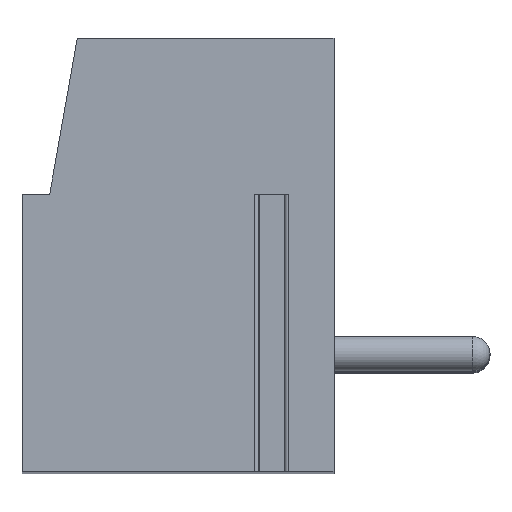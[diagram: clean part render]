
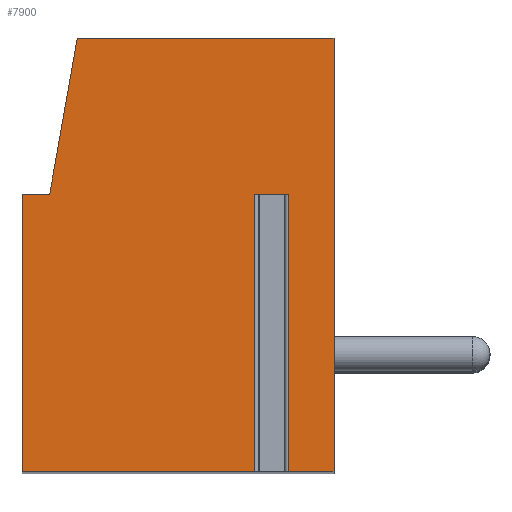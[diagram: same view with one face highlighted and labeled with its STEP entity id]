
A CAD part, top view. The second image highlights one B-rep face of the part: STEP entity #7900.
In plain terms, the highlighted planar face has unit normal (0, 0, 1).
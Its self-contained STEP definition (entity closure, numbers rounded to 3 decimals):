
#13=DIRECTION('',(-1.,0.,0.));
#14=VECTOR('',#13,0.958);
#15=CARTESIAN_POINT('',(3.179,1.75,37.5));
#16=LINE('',#15,#14);
#17=DIRECTION('',(0.,-1.,0.));
#18=VECTOR('',#17,8.);
#19=CARTESIAN_POINT('',(2.221,1.75,37.5));
#20=LINE('',#19,#18);
#21=DIRECTION('',(1.,0.,0.));
#22=VECTOR('',#21,6.721);
#23=CARTESIAN_POINT('',(-4.5,-6.25,37.5));
#24=LINE('',#23,#22);
#25=DIRECTION('',(0.,-1.,0.));
#26=VECTOR('',#25,8.);
#27=CARTESIAN_POINT('',(-4.5,1.75,37.5));
#28=LINE('',#27,#26);
#29=DIRECTION('',(-1.,0.,0.));
#30=VECTOR('',#29,0.8);
#31=CARTESIAN_POINT('',(-3.7,1.75,37.5));
#32=LINE('',#31,#30);
#33=DIRECTION('',(-0.174,-0.985,0.));
#34=VECTOR('',#33,4.569);
#35=CARTESIAN_POINT('',(-2.907,6.25,37.5));
#36=LINE('',#35,#34);
#37=DIRECTION('',(-1.,0.,0.));
#38=VECTOR('',#37,7.407);
#39=CARTESIAN_POINT('',(4.5,6.25,37.5));
#40=LINE('',#39,#38);
#41=DIRECTION('',(0.,1.,0.));
#42=VECTOR('',#41,12.5);
#43=CARTESIAN_POINT('',(4.5,-6.25,37.5));
#44=LINE('',#43,#42);
#45=DIRECTION('',(1.,0.,0.));
#46=VECTOR('',#45,1.321);
#47=CARTESIAN_POINT('',(3.179,-6.25,37.5));
#48=LINE('',#47,#46);
#49=DIRECTION('',(0.,-1.,0.));
#50=VECTOR('',#49,8.);
#51=CARTESIAN_POINT('',(3.179,1.75,37.5));
#52=LINE('',#51,#50);
#6245=CARTESIAN_POINT('',(-2.907,6.25,37.5));
#6246=CARTESIAN_POINT('',(-3.7,1.75,37.5));
#6247=VERTEX_POINT('',#6245);
#6248=VERTEX_POINT('',#6246);
#6249=CARTESIAN_POINT('',(-4.5,1.75,37.5));
#6250=VERTEX_POINT('',#6249);
#6251=CARTESIAN_POINT('',(-4.5,-6.25,37.5));
#6252=VERTEX_POINT('',#6251);
#6253=CARTESIAN_POINT('',(4.5,-6.25,37.5));
#6254=CARTESIAN_POINT('',(4.5,6.25,37.5));
#6255=VERTEX_POINT('',#6253);
#6256=VERTEX_POINT('',#6254);
#6313=CARTESIAN_POINT('',(3.179,1.75,37.5));
#6314=CARTESIAN_POINT('',(2.221,1.75,37.5));
#6315=VERTEX_POINT('',#6313);
#6316=VERTEX_POINT('',#6314);
#6317=CARTESIAN_POINT('',(3.179,-6.25,37.5));
#6318=VERTEX_POINT('',#6317);
#6319=CARTESIAN_POINT('',(2.221,-6.25,37.5));
#6320=VERTEX_POINT('',#6319);
#7873=CARTESIAN_POINT('',(0.,0.,37.5));
#7874=DIRECTION('',(0.,0.,1.));
#7875=DIRECTION('',(1.,0.,0.));
#7876=AXIS2_PLACEMENT_3D('',#7873,#7874,#7875);
#7877=PLANE('',#7876);
#7879=ORIENTED_EDGE('',*,*,#7878,.T.);
#7881=ORIENTED_EDGE('',*,*,#7880,.T.);
#7883=ORIENTED_EDGE('',*,*,#7882,.F.);
#7885=ORIENTED_EDGE('',*,*,#7884,.F.);
#7887=ORIENTED_EDGE('',*,*,#7886,.F.);
#7889=ORIENTED_EDGE('',*,*,#7888,.F.);
#7891=ORIENTED_EDGE('',*,*,#7890,.F.);
#7893=ORIENTED_EDGE('',*,*,#7892,.F.);
#7895=ORIENTED_EDGE('',*,*,#7894,.F.);
#7897=ORIENTED_EDGE('',*,*,#7896,.F.);
#7898=EDGE_LOOP('',(#7879,#7881,#7883,#7885,#7887,#7889,#7891,#7893,#7895,
#7897));
#7899=FACE_OUTER_BOUND('',#7898,.F.);
#7878=EDGE_CURVE('',#6315,#6316,#16,.T.);
#7880=EDGE_CURVE('',#6316,#6320,#20,.T.);
#7882=EDGE_CURVE('',#6252,#6320,#24,.T.);
#7884=EDGE_CURVE('',#6250,#6252,#28,.T.);
#7886=EDGE_CURVE('',#6248,#6250,#32,.T.);
#7888=EDGE_CURVE('',#6247,#6248,#36,.T.);
#7890=EDGE_CURVE('',#6256,#6247,#40,.T.);
#7892=EDGE_CURVE('',#6255,#6256,#44,.T.);
#7894=EDGE_CURVE('',#6318,#6255,#48,.T.);
#7896=EDGE_CURVE('',#6315,#6318,#52,.T.);
#7900=ADVANCED_FACE('',(#7899),#7877,.T.);
